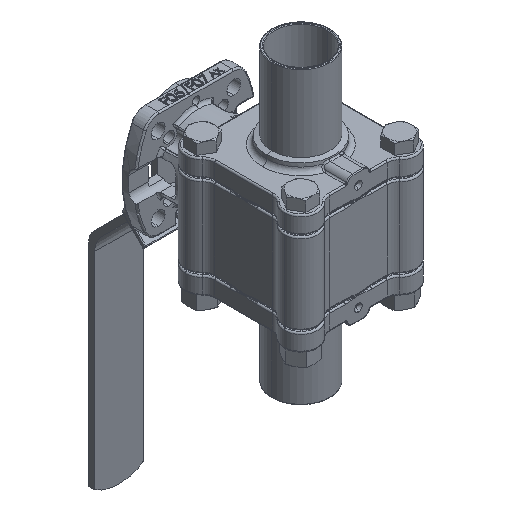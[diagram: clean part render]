
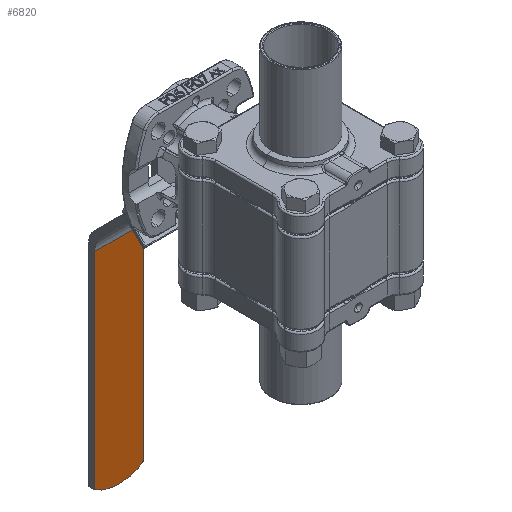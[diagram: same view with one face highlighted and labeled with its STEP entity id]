
A CAD part, isometric view. The second image highlights one B-rep face of the part: STEP entity #6820.
In plain terms, the highlighted planar face has unit normal (0, -1, 0).
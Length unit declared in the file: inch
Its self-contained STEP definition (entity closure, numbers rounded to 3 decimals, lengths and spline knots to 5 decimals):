
#2438 = DIRECTION ( 'NONE',  ( 0., 1., 0. ) ) ;
#3545 = VECTOR ( 'NONE', #11105, 39.37008 ) ;
#3604 = DIRECTION ( 'NONE',  ( -1., 0., 0. ) ) ;
#3697 = DIRECTION ( 'NONE',  ( 0., 1., 0. ) ) ;
#5034 = LINE ( 'NONE', #20729, #3545 ) ;
#6752 = VECTOR ( 'NONE', #52972, 39.37008 ) ;
#6820 = ADVANCED_FACE ( 'NONE', ( #30575 ), #41311, .F. ) ;
#8202 = ORIENTED_EDGE ( 'NONE', *, *, #56311, .F. ) ;
#10778 = VERTEX_POINT ( 'NONE', #18585 ) ;
#11105 = DIRECTION ( 'NONE',  ( 0., 0., -1. ) ) ;
#14763 = AXIS2_PLACEMENT_3D ( 'NONE', #21378, #3697, #61400 ) ;
#17176 = VERTEX_POINT ( 'NONE', #41464 ) ;
#17733 = ORIENTED_EDGE ( 'NONE', *, *, #36037, .F. ) ;
#18585 = CARTESIAN_POINT ( 'NONE',  ( -0.62992, 4.68504, -2.88241 ) ) ;
#18848 = EDGE_CURVE ( 'NONE', #10778, #35463, #5034, .T. ) ;
#20729 = CARTESIAN_POINT ( 'NONE',  ( -0.62992, 4.68504, -8.38583 ) ) ;
#21378 = CARTESIAN_POINT ( 'NONE',  ( 0.62992, 4.68504, -8.38583 ) ) ;
#23251 = VERTEX_POINT ( 'NONE', #50528 ) ;
#27977 = AXIS2_PLACEMENT_3D ( 'NONE', #60541, #2438, #62181 ) ;
#30575 = FACE_OUTER_BOUND ( 'NONE', #59835, .T. ) ;
#32014 = ORIENTED_EDGE ( 'NONE', *, *, #48767, .T. ) ;
#35463 = VERTEX_POINT ( 'NONE', #41150 ) ;
#35529 = ORIENTED_EDGE ( 'NONE', *, *, #18848, .T. ) ;
#36037 = EDGE_CURVE ( 'NONE', #17176, #35463, #46597, .T. ) ;
#37639 = VECTOR ( 'NONE', #3604, 39.37008 ) ;
#39912 = LINE ( 'NONE', #52007, #37639 ) ;
#41150 = CARTESIAN_POINT ( 'NONE',  ( -0.62992, 4.68504, -8.20383 ) ) ;
#41311 = PLANE ( 'NONE',  #14763 ) ;
#41464 = CARTESIAN_POINT ( 'NONE',  ( 0.62992, 4.68504, -8.20383 ) ) ;
#46597 = CIRCLE ( 'NONE', #27977, 1.1811 ) ;
#48767 = EDGE_CURVE ( 'NONE', #23251, #10778, #39912, .T. ) ;
#50528 = CARTESIAN_POINT ( 'NONE',  ( 0.62992, 4.68504, -2.88241 ) ) ;
#52007 = CARTESIAN_POINT ( 'NONE',  ( 0.62992, 4.68504, -2.88241 ) ) ;
#52972 = DIRECTION ( 'NONE',  ( 0., 0., -1. ) ) ;
#53844 = LINE ( 'NONE', #57644, #6752 ) ;
#56311 = EDGE_CURVE ( 'NONE', #23251, #17176, #53844, .T. ) ;
#57644 = CARTESIAN_POINT ( 'NONE',  ( 0.62992, 4.68504, -8.38583 ) ) ;
#59835 = EDGE_LOOP ( 'NONE', ( #17733, #8202, #32014, #35529 ) ) ;
#60541 = CARTESIAN_POINT ( 'NONE',  ( 0., 4.68504, -7.20472 ) ) ;
#61400 = DIRECTION ( 'NONE',  ( 0., 0., -1. ) ) ;
#62181 = DIRECTION ( 'NONE',  ( 0., 0., 1. ) ) ;
